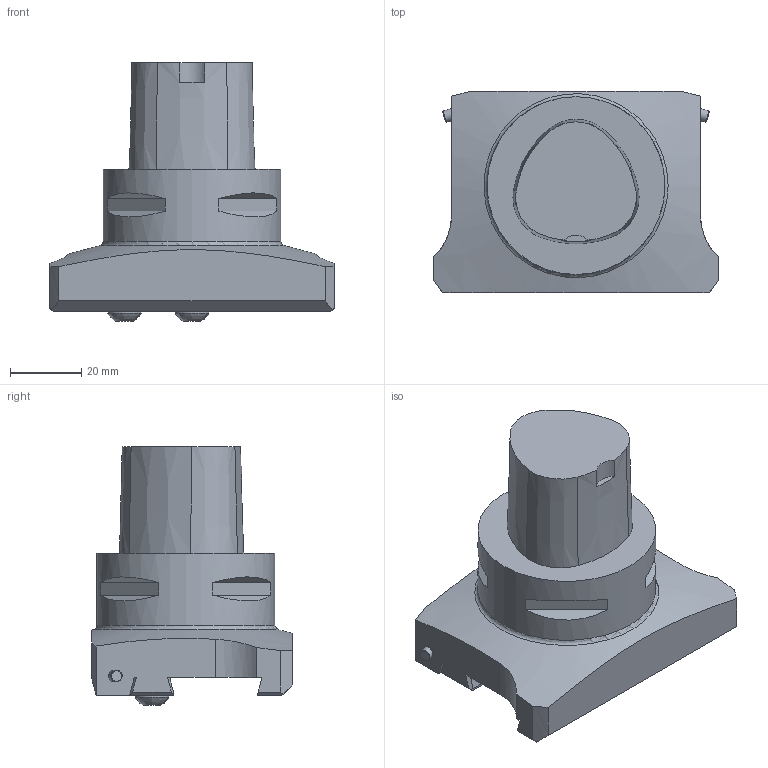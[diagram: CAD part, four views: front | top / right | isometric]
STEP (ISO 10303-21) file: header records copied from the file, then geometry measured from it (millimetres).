
FILE_DESCRIPTION(/* description */ (''),/* implementation_level */ '2;1');
FILE_NAME(/* name */ '1606800268308.stp',/* time_stamp */ '2020-12-01T10:54:42+05:00',/* author */ (''),/* organization */ ('SMS'),/* preprocessor_version */ 'ST-DEVELOPER v16.7',/* originating_system */ 'SIEMENS PLM Software NX 12.0',/* authorisation */ '');
FILE_SCHEMA (('AUTOMOTIVE_DESIGN { 1 0 10303 214 3 1 1 1 }'));
Length unit declared in the file: millimetre
Products named in the file (1): 201591411mod000_01
Bounding box: 80 x 56.5 x 72.75 mm (x, y, z)
Volume: 130233.9 mm3; surface area: 19546.3 mm2
Topology: 1 solids, 1 shells, 74 faces, 184 edges, 125 vertices
Faces by surface type: plane 52, cylinder 10, cone 9, bspline 2, torus 1
Full cylindrical faces by diameter (mm): 3.3 x2, 9.5 x2, 50 x1
Entity records: 2256 total; most frequent: CARTESIAN_POINT 469, DIRECTION 360, ORIENTED_EDGE 338, EDGE_CURVE 169, AXIS2_PLACEMENT_3D 126, VERTEX_POINT 117, LINE 108, VECTOR 108
